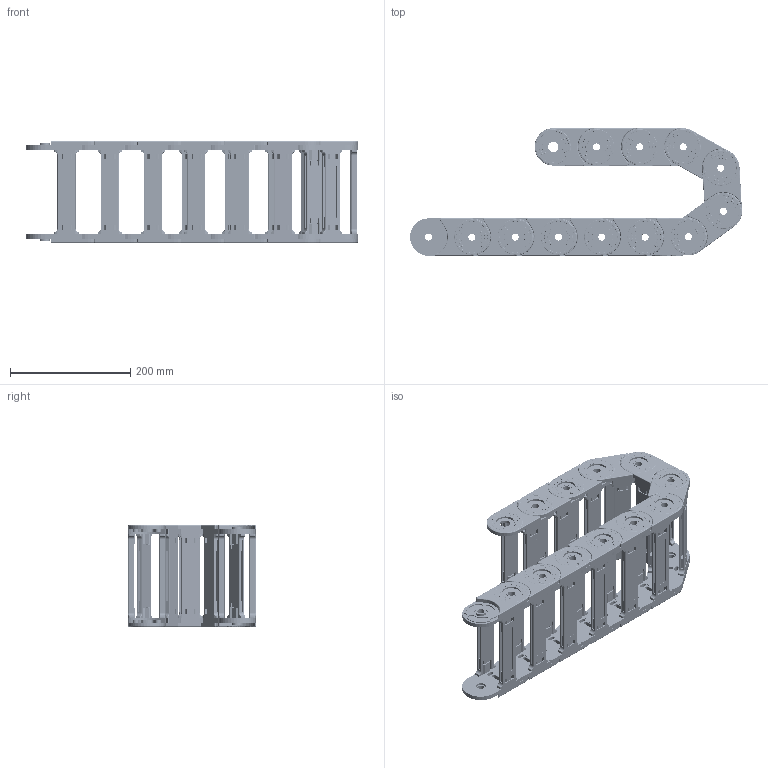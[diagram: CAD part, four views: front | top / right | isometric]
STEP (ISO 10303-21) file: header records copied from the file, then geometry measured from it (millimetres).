
FILE_DESCRIPTION (( 'STEP AP214' ), '1' );
FILE_NAME ('CK40-A140-R075.STEP', '2019-09-06T14:32:58', ( '' ), ( '' ), 'SwSTEP 2.0', 'SolidWorks 2017', '' );
FILE_SCHEMA (( 'AUTOMOTIVE_DESIGN' ));
Length unit declared in the file: millimetre
Products named in the file (2): CK40-A140; CK40-A140-R075
Assembly tree (12 placements, depth 2):
  CK40-A140-R075
    CK40-A140  x12
Bounding box: 552.22 x 212 x 169.4 mm (x, y, z)
Volume: 1957656.9 mm3; surface area: 1136273.3 mm2
Topology: 48 solids, 120 shells, 11664 faces, 29928 edges, 19344 vertices
Faces by surface type: plane 4944, cylinder 4032, bspline 1248, torus 1200, sphere 240
Entity records: 35265 total; most frequent: CARTESIAN_POINT 11397, ORIENTED_EDGE 4968, DIRECTION 4962, EDGE_CURVE 2484, AXIS2_PLACEMENT_3D 1805, VERTEX_POINT 1612, VECTOR 1352, LINE 1352
